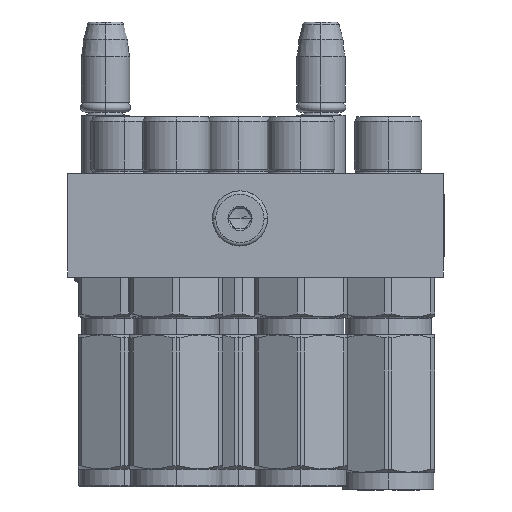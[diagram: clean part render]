
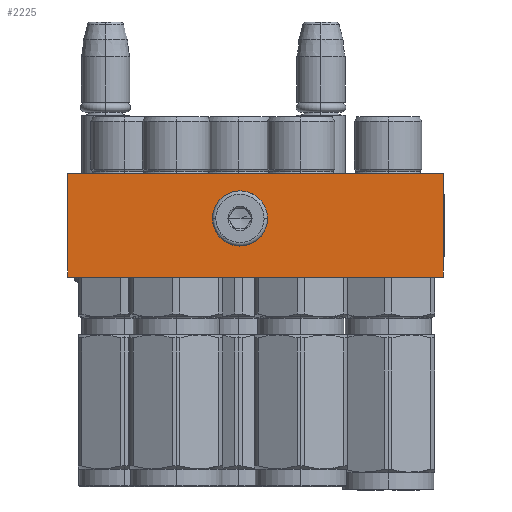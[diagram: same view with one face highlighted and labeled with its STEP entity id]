
A CAD part, front view. The second image highlights one B-rep face of the part: STEP entity #2225.
In plain terms, the highlighted face is planar.
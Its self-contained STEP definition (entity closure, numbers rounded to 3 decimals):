
#940 = ORIENTED_EDGE ( 'NONE', *, *, #54961, .T. ) ;
#1365 = CARTESIAN_POINT ( 'NONE',  ( 0.061, 10.371, -50. ) ) ;
#1544 = CARTESIAN_POINT ( 'NONE',  ( 0.545, 11.647, -50. ) ) ;
#2225 = ADVANCED_FACE ( 'NONE', ( #42370, #28075 ), #58981, .T. ) ;
#3869 = CARTESIAN_POINT ( 'NONE',  ( -1.293, 17.175, -50. ) ) ;
#4230 = CARTESIAN_POINT ( 'NONE',  ( -54.5, 0., -50. ) ) ;
#4300 = CARTESIAN_POINT ( 'NONE',  ( 54.5, 30., -50. ) ) ;
#4428 = CARTESIAN_POINT ( 'NONE',  ( -4.5, 7.78, -50. ) ) ;
#4628 = CARTESIAN_POINT ( 'NONE',  ( -9.454, 11.319, -50. ) ) ;
#6170 = EDGE_CURVE ( 'NONE', #24252, #22802, #41563, .T. ) ;
#6493 = VECTOR ( 'NONE', #9883, 1000. ) ;
#8242 = CARTESIAN_POINT ( 'NONE',  ( -9.545, 14.353, -50. ) ) ;
#9029 = CARTESIAN_POINT ( 'NONE',  ( -9.678, 12.317, -50. ) ) ;
#9223 = CARTESIAN_POINT ( 'NONE',  ( -8.675, 9.793, -50. ) ) ;
#9386 = CARTESIAN_POINT ( 'NONE',  ( -3.815, 7.78, -50. ) ) ;
#9883 = DIRECTION ( 'NONE',  ( -1., 0., 0. ) ) ;
#10546 = EDGE_CURVE ( 'NONE', #24252, #35090, #40976, .T. ) ;
#11589 = EDGE_CURVE ( 'NONE', #22802, #49995, #34476, .T. ) ;
#12142 = VERTEX_POINT ( 'NONE', #4428 ) ;
#12287 = CARTESIAN_POINT ( 'NONE',  ( 0.678, 13.683, -50. ) ) ;
#12890 = LINE ( 'NONE', #32438, #23659 ) ;
#12913 = CARTESIAN_POINT ( 'NONE',  ( -9.72, 13., -50. ) ) ;
#13314 = CARTESIAN_POINT ( 'NONE',  ( 0.553, 14.354, -50. ) ) ;
#14315 = EDGE_LOOP ( 'NONE', ( #56209, #21306, #940 ) ) ;
#14372 = CARTESIAN_POINT ( 'NONE',  ( 54.5, 30., -50. ) ) ;
#15447 = CARTESIAN_POINT ( 'NONE',  ( 0.586, 11.815, -50. ) ) ;
#15495 = ORIENTED_EDGE ( 'NONE', *, *, #11589, .F. ) ;
#16723 = CARTESIAN_POINT ( 'NONE',  ( 0.72, 13.173, -50. ) ) ;
#16884 = VERTEX_POINT ( 'NONE', #17979 ) ;
#17502 = CARTESIAN_POINT ( 'NONE',  ( -3.135, 18.085, -50. ) ) ;
#17693 = CARTESIAN_POINT ( 'NONE',  ( 0.653, 13.85, -50. ) ) ;
#17909 = CARTESIAN_POINT ( 'NONE',  ( -1.87, 17.56, -50. ) ) ;
#17979 = CARTESIAN_POINT ( 'NONE',  ( 0.72, 13., -50. ) ) ;
#18596 = EDGE_CURVE ( 'NONE', #12142, #16884, #22015, .T. ) ;
#19369 = B_SPLINE_CURVE_WITH_KNOTS ( 'NONE', 3,
 ( #32111, #27095, #36502, #9029, #40927, #27711, #4628, #50007, #9223, #22513, #22713, #55062, #50399, #22909 ),
 .UNSPECIFIED., .F., .F.,
 ( 4, 2, 2, 2, 2, 2, 4 ),
 ( 0., 0.031, 0.063, 0.125, 0.25, 0.375, 0.5 ),
 .UNSPECIFIED. ) ;
#20053 = CARTESIAN_POINT ( 'NONE',  ( 0.686, 12.315, -50. ) ) ;
#21306 = ORIENTED_EDGE ( 'NONE', *, *, #18596, .T. ) ;
#22015 = B_SPLINE_CURVE_WITH_KNOTS ( 'NONE', 3,
 ( #52162, #9386, #38264, #33289, #28866, #29049, #1365, #38061, #42686, #1544, #15447, #20053, #24625, #56838 ),
 .UNSPECIFIED., .F., .F.,
 ( 4, 2, 2, 2, 2, 2, 4 ),
 ( 0.5, 0.625, 0.75, 0.875, 0.906, 0.938, 1. ),
 .UNSPECIFIED. ) ;
#22513 = CARTESIAN_POINT ( 'NONE',  ( -7.707, 8.825, -50. ) ) ;
#22545 = CARTESIAN_POINT ( 'NONE',  ( -9.719, 13.346, -50. ) ) ;
#22713 = CARTESIAN_POINT ( 'NONE',  ( -7.13, 8.44, -50. ) ) ;
#22802 = VERTEX_POINT ( 'NONE', #14372 ) ;
#22909 = CARTESIAN_POINT ( 'NONE',  ( -4.5, 7.78, -50. ) ) ;
#23355 = CARTESIAN_POINT ( 'NONE',  ( 54.5, 0., -50. ) ) ;
#23659 = VECTOR ( 'NONE', #27234, 1000. ) ;
#24252 = VERTEX_POINT ( 'NONE', #34333 ) ;
#24625 = CARTESIAN_POINT ( 'NONE',  ( 0.719, 12.654, -50. ) ) ;
#25330 = CARTESIAN_POINT ( 'NONE',  ( -54.5, 30., -50. ) ) ;
#26985 = DIRECTION ( 'NONE',  ( -1., 0., 0. ) ) ;
#27095 = CARTESIAN_POINT ( 'NONE',  ( -9.72, 12.827, -50. ) ) ;
#27234 = DIRECTION ( 'NONE',  ( 0., 1., 0. ) ) ;
#27335 = CARTESIAN_POINT ( 'NONE',  ( -7.707, 17.175, -50. ) ) ;
#27517 = EDGE_CURVE ( 'NONE', #57096, #12142, #19369, .T. ) ;
#27642 = DIRECTION ( 'NONE',  ( 0., 1., 0. ) ) ;
#27711 = CARTESIAN_POINT ( 'NONE',  ( -9.553, 11.646, -50. ) ) ;
#28075 = FACE_OUTER_BOUND ( 'NONE', #30468, .T. ) ;
#28866 = CARTESIAN_POINT ( 'NONE',  ( -1.293, 8.825, -50. ) ) ;
#29049 = CARTESIAN_POINT ( 'NONE',  ( -0.325, 9.793, -50. ) ) ;
#30468 = EDGE_LOOP ( 'NONE', ( #51441, #15495, #32078, #49163 ) ) ;
#30852 = VECTOR ( 'NONE', #45634, 1000. ) ;
#31952 = CARTESIAN_POINT ( 'NONE',  ( -9.586, 14.185, -50. ) ) ;
#32078 = ORIENTED_EDGE ( 'NONE', *, *, #6170, .F. ) ;
#32111 = CARTESIAN_POINT ( 'NONE',  ( -9.72, 13., -50. ) ) ;
#32153 = CARTESIAN_POINT ( 'NONE',  ( -9.061, 15.629, -50. ) ) ;
#32438 = CARTESIAN_POINT ( 'NONE',  ( -54.5, 0., -50. ) ) ;
#33263 = CARTESIAN_POINT ( 'NONE',  ( 54.5, 0., -50. ) ) ;
#33289 = CARTESIAN_POINT ( 'NONE',  ( -1.87, 8.439, -50. ) ) ;
#34333 = CARTESIAN_POINT ( 'NONE',  ( 54.5, 0., -50. ) ) ;
#34476 = LINE ( 'NONE', #4300, #30852 ) ;
#35090 = VERTEX_POINT ( 'NONE', #4230 ) ;
#35576 = CARTESIAN_POINT ( 'NONE',  ( -9.72, 13., -50. ) ) ;
#35635 = EDGE_CURVE ( 'NONE', #35090, #49995, #12890, .T. ) ;
#35754 = CARTESIAN_POINT ( 'NONE',  ( 0.72, 13., -50. ) ) ;
#35951 = CARTESIAN_POINT ( 'NONE',  ( -9.388, 14.84, -50. ) ) ;
#36502 = CARTESIAN_POINT ( 'NONE',  ( -9.711, 12.656, -50. ) ) ;
#38061 = CARTESIAN_POINT ( 'NONE',  ( 0.388, 11.16, -50. ) ) ;
#38264 = CARTESIAN_POINT ( 'NONE',  ( -3.135, 7.916, -50. ) ) ;
#39749 = CARTESIAN_POINT ( 'NONE',  ( 0.711, 13.344, -50. ) ) ;
#40355 = CARTESIAN_POINT ( 'NONE',  ( -9.686, 13.685, -50. ) ) ;
#40927 = CARTESIAN_POINT ( 'NONE',  ( -9.653, 12.15, -50. ) ) ;
#40976 = LINE ( 'NONE', #23355, #6493 ) ;
#41159 = CARTESIAN_POINT ( 'NONE',  ( -5.185, 18.22, -50. ) ) ;
#41563 = LINE ( 'NONE', #33263, #56724 ) ;
#42370 = FACE_BOUND ( 'NONE', #14315, .T. ) ;
#42686 = CARTESIAN_POINT ( 'NONE',  ( 0.446, 11.321, -50. ) ) ;
#45249 = CARTESIAN_POINT ( 'NONE',  ( 54.5, 0., -50. ) ) ;
#45398 = CARTESIAN_POINT ( 'NONE',  ( -8.675, 16.207, -50. ) ) ;
#45597 = CARTESIAN_POINT ( 'NONE',  ( -5.865, 18.084, -50. ) ) ;
#45634 = DIRECTION ( 'NONE',  ( -1., 0., 0. ) ) ;
#49163 = ORIENTED_EDGE ( 'NONE', *, *, #10546, .T. ) ;
#49846 = CARTESIAN_POINT ( 'NONE',  ( 0.454, 14.681, -50. ) ) ;
#49995 = VERTEX_POINT ( 'NONE', #25330 ) ;
#50007 = CARTESIAN_POINT ( 'NONE',  ( -9.061, 10.37, -50. ) ) ;
#50039 = CARTESIAN_POINT ( 'NONE',  ( -9.446, 14.679, -50. ) ) ;
#50399 = CARTESIAN_POINT ( 'NONE',  ( -5.185, 7.78, -50. ) ) ;
#50428 = CARTESIAN_POINT ( 'NONE',  ( -7.13, 17.561, -50. ) ) ;
#51441 = ORIENTED_EDGE ( 'NONE', *, *, #35635, .T. ) ;
#52162 = CARTESIAN_POINT ( 'NONE',  ( -4.5, 7.78, -50. ) ) ;
#54536 = DIRECTION ( 'NONE',  ( 0., 0., -1. ) ) ;
#54901 = CARTESIAN_POINT ( 'NONE',  ( 0.061, 15.63, -50. ) ) ;
#54961 = EDGE_CURVE ( 'NONE', #16884, #57096, #58077, .T. ) ;
#55062 = CARTESIAN_POINT ( 'NONE',  ( -5.865, 7.915, -50. ) ) ;
#55430 = AXIS2_PLACEMENT_3D ( 'NONE', #45249, #54536, #26985 ) ;
#56209 = ORIENTED_EDGE ( 'NONE', *, *, #27517, .T. ) ;
#56724 = VECTOR ( 'NONE', #27642, 1000. ) ;
#56838 = CARTESIAN_POINT ( 'NONE',  ( 0.72, 13., -50. ) ) ;
#57096 = VERTEX_POINT ( 'NONE', #35576 ) ;
#58077 = B_SPLINE_CURVE_WITH_KNOTS ( 'NONE', 3,
 ( #35754, #16723, #39749, #12287, #17693, #13314, #49846, #54901, #59131, #3869, #17909, #17502, #59522, #41159, #45597, #50428, #27335, #45398, #32153, #35951, #50039, #8242, #31952, #40355, #22545, #12913 ),
 .UNSPECIFIED., .F., .F.,
 ( 4, 2, 2, 2, 2, 2, 2, 2, 2, 2, 2, 2, 4 ),
 ( 0., 0.031, 0.062, 0.125, 0.25, 0.375, 0.5, 0.625, 0.75, 0.875, 0.906, 0.937, 1. ),
 .UNSPECIFIED. ) ;
#58981 = PLANE ( 'NONE',  #55430 ) ;
#59131 = CARTESIAN_POINT ( 'NONE',  ( -0.325, 16.207, -50. ) ) ;
#59522 = CARTESIAN_POINT ( 'NONE',  ( -3.815, 18.22, -50. ) ) ;
